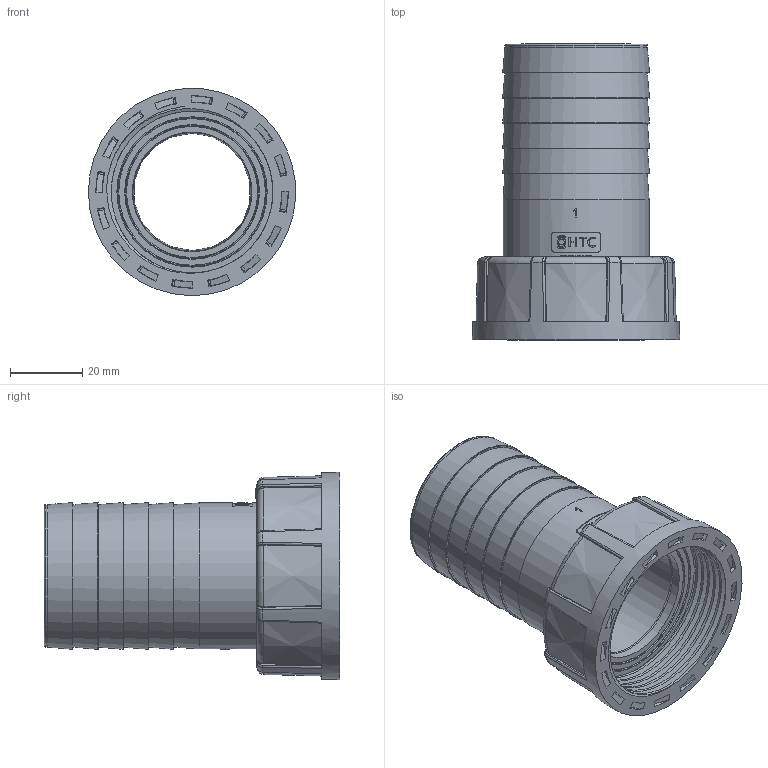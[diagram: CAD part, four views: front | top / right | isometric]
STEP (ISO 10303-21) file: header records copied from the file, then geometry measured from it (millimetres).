
FILE_DESCRIPTION(/* description */ (''),/* implementation_level */ '2;1');
FILE_NAME(/* name */ '11-2x40.stp',/* time_stamp */ '2025-03-31T20:35:02+08:00',/* author */ (''),/* organization */ (''),/* preprocessor_version */ 'ST-DEVELOPER v16.7',/* originating_system */ 'SIEMENS PLM Software NX 12.0',/* authorisation */ '');
FILE_SCHEMA (('AP203_CONFIGURATION_CONTROLLED_3D_DESIGN_OF_MECHANICAL_PARTS_AND_ASSEMBLIES_MIM_LF { 1 0 10303 403 2 1 2}'));
Length unit declared in the file: millimetre
Products named in the file (1): Admi2FC8DEE0zkjl
Bounding box: 57.45 x 82 x 57.45 mm (x, y, z)
Volume: 50635.2 mm3; surface area: 31156 mm2
Topology: 3 solids, 3 shells, 513 faces, 1335 edges, 884 vertices
Faces by surface type: plane 258, cylinder 69, extrusion 56, bspline 50, cone 48, torus 27, sphere 5
Full cylindrical faces by diameter (mm): 0.976 x1, 1.473 x1, 1.548 x1, 2.336 x1, 33 x1, 33.15 x1, 36.346 x1, 37.366 x1, 39.5 x1, 40.5 x1, 40.664 x1, 41.5 x1, 41.684 x1, 44.5 x1, 44.88 x1
Entity records: 19366 total; most frequent: CARTESIAN_POINT 7574, ORIENTED_EDGE 2558, DIRECTION 2027, EDGE_CURVE 1279, VERTEX_POINT 870, AXIS2_PLACEMENT_3D 681, VECTOR 665, EDGE_LOOP 617
